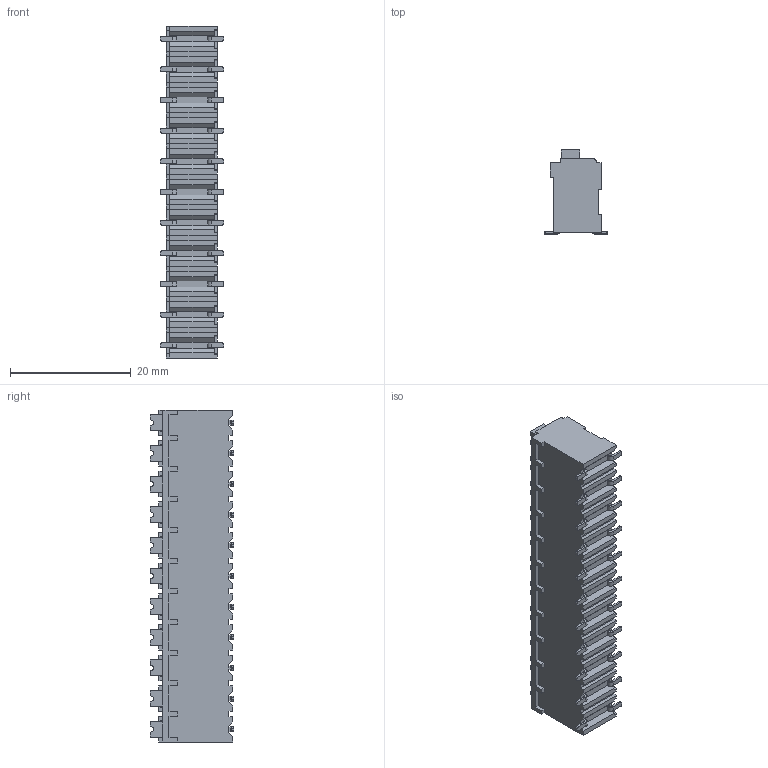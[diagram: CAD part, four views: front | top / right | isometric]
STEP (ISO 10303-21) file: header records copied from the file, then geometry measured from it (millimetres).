
FILE_DESCRIPTION((''),'2;1');
FILE_NAME('TLM-004VS-5_08-XXP-X','2024-09-30T',('sj'),(''),'PRO/ENGINEER BY PARAMETRIC TECHNOLOGY CORPORATION, 2015240','PRO/ENGINEER BY PARAMETRIC TECHNOLOGY CORPORATION, 2015240','');
FILE_SCHEMA(('CONFIG_CONTROL_DESIGN','SHAPE_APPEARANCE_LAYERS_GROUPS'));
Length unit declared in the file: millimetre
Products named in the file (1): TLM-004VS-5_08-XXP-X
Bounding box: 10.5 x 13.85 x 55 mm (x, y, z)
Volume: 4118.3 mm3; surface area: 5249 mm2
Topology: 1 solids, 1 shells, 1052 faces, 3031 edges, 2014 vertices
Faces by surface type: plane 898, cylinder 154
Entity records: 34335 total; most frequent: CARTESIAN_POINT 6427, ORIENTED_EDGE 6062, DIRECTION 5421, EDGE_CURVE 3031, VECTOR 2613, LINE 2613, VERTEX_POINT 2014, AXIS2_PLACEMENT_3D 1404
